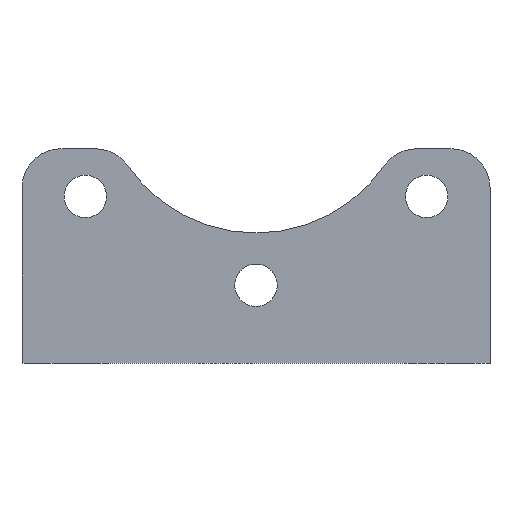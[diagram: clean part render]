
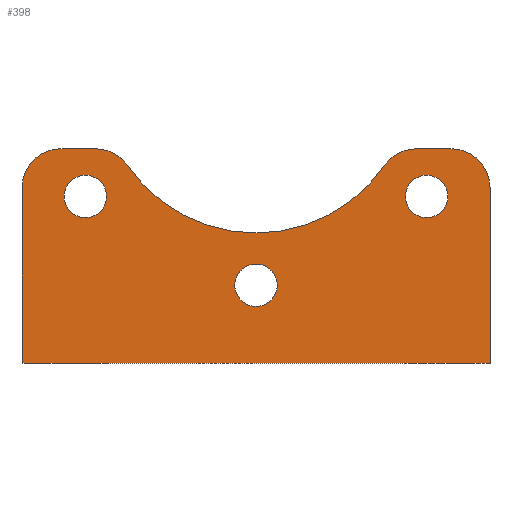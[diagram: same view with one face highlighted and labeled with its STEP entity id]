
A CAD part, front view. The second image highlights one B-rep face of the part: STEP entity #398.
In plain terms, the highlighted planar face has unit normal (0, -1, 0).
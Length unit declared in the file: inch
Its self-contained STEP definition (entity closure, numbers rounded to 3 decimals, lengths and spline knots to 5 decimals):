
#23=FACE_BOUND($,#87,.T.);
#24=FACE_BOUND($,#88,.T.);
#25=FACE_BOUND($,#89,.T.);
#34=PLANE($,#446);
#55=FACE_OUTER_BOUND($,#86,.T.);
#86=EDGE_LOOP($,(#343,#344,#345,#346,#347,#348,#349,#350,#351,#352));
#87=EDGE_LOOP($,(#353));
#88=EDGE_LOOP($,(#354));
#89=EDGE_LOOP($,(#355));
#104=LINE($,#614,#132);
#109=LINE($,#626,#137);
#112=LINE($,#635,#140);
#118=LINE($,#651,#146);
#120=LINE($,#670,#148);
#132=VECTOR($,#493,0.22121);
#137=VECTOR($,#504,1.125);
#140=VECTOR($,#513,1.125);
#146=VECTOR($,#529,3.);
#148=VECTOR($,#553,0.22121);
#151=CIRCLE($,#406,0.25);
#153=CIRCLE($,#409,1.);
#160=CIRCLE($,#418,0.25);
#161=CIRCLE($,#421,0.25);
#162=CIRCLE($,#424,0.25);
#169=CIRCLE($,#436,0.136);
#170=CIRCLE($,#438,0.136);
#171=CIRCLE($,#440,0.136);
#176=VERTEX_POINT($,#574);
#177=VERTEX_POINT($,#576);
#179=VERTEX_POINT($,#582);
#190=VERTEX_POINT($,#608);
#191=VERTEX_POINT($,#612);
#192=VERTEX_POINT($,#616);
#195=VERTEX_POINT($,#624);
#196=VERTEX_POINT($,#628);
#197=VERTEX_POINT($,#630);
#198=VERTEX_POINT($,#634);
#207=VERTEX_POINT($,#661);
#208=VERTEX_POINT($,#664);
#209=VERTEX_POINT($,#667);
#214=EDGE_CURVE($,#176,#177,#151,.T.);
#218=EDGE_CURVE($,#176,#179,#153,.T.);
#231=EDGE_CURVE($,#190,#179,#160,.T.);
#233=EDGE_CURVE($,#190,#191,#104,.T.);
#235=EDGE_CURVE($,#192,#191,#161,.T.);
#239=EDGE_CURVE($,#195,#192,#109,.T.);
#241=EDGE_CURVE($,#196,#197,#162,.T.);
#243=EDGE_CURVE($,#198,#197,#112,.T.);
#252=EDGE_CURVE($,#195,#198,#118,.T.);
#257=EDGE_CURVE($,#207,#207,#169,.T.);
#258=EDGE_CURVE($,#208,#208,#170,.T.);
#259=EDGE_CURVE($,#209,#209,#171,.T.);
#260=EDGE_CURVE($,#196,#177,#120,.T.);
#343=ORIENTED_EDGE($,*,*,#214,.F.);
#344=ORIENTED_EDGE($,*,*,#218,.T.);
#345=ORIENTED_EDGE($,*,*,#231,.F.);
#346=ORIENTED_EDGE($,*,*,#233,.T.);
#347=ORIENTED_EDGE($,*,*,#235,.F.);
#348=ORIENTED_EDGE($,*,*,#239,.F.);
#349=ORIENTED_EDGE($,*,*,#252,.T.);
#350=ORIENTED_EDGE($,*,*,#243,.T.);
#351=ORIENTED_EDGE($,*,*,#241,.F.);
#352=ORIENTED_EDGE($,*,*,#260,.T.);
#353=ORIENTED_EDGE($,*,*,#259,.T.);
#354=ORIENTED_EDGE($,*,*,#258,.T.);
#355=ORIENTED_EDGE($,*,*,#257,.T.);
#398=ADVANCED_FACE($,(#55,#23,#24,#25),#34,.T.);
#406=AXIS2_PLACEMENT_3D($,#577,#456,#457);
#409=AXIS2_PLACEMENT_3D($,#584,#464,#465);
#418=AXIS2_PLACEMENT_3D($,#610,#488,#489);
#421=AXIS2_PLACEMENT_3D($,#618,#497,#498);
#424=AXIS2_PLACEMENT_3D($,#631,#508,#509);
#436=AXIS2_PLACEMENT_3D($,#662,#541,#542);
#438=AXIS2_PLACEMENT_3D($,#665,#545,#546);
#440=AXIS2_PLACEMENT_3D($,#668,#549,#550);
#446=AXIS2_PLACEMENT_3D($,#677,#562,#563);
#456=DIRECTION('center_axis',(0.,1.,0.));
#457=DIRECTION('ref_axis',(-0.465,0.,0.885));
#464=DIRECTION('center_axis',(0.,1.,0.));
#465=DIRECTION('ref_axis',(0.888,0.,-0.46));
#488=DIRECTION('center_axis',(0.,1.,0.));
#489=DIRECTION('ref_axis',(0.465,0.,0.885));
#493=DIRECTION($,(-1.,0.,0.));
#497=DIRECTION('center_axis',(0.,1.,0.));
#498=DIRECTION('ref_axis',(-0.707,0.,0.707));
#504=DIRECTION($,(0.,0.,1.));
#508=DIRECTION('center_axis',(0.,1.,0.));
#509=DIRECTION('ref_axis',(0.707,0.,0.707));
#513=DIRECTION($,(0.,0.,1.));
#529=DIRECTION($,(1.,0.,0.));
#541=DIRECTION('center_axis',(0.,1.,0.));
#542=DIRECTION('ref_axis',(1.,0.,0.));
#545=DIRECTION('center_axis',(0.,1.,0.));
#546=DIRECTION('ref_axis',(1.,0.,0.));
#549=DIRECTION('center_axis',(0.,1.,0.));
#550=DIRECTION('ref_axis',(1.,0.,0.));
#553=DIRECTION($,(-1.,0.,0.));
#562=DIRECTION('center_axis',(0.,-1.,0.));
#563=DIRECTION('ref_axis',(1.,0.,0.));
#574=CARTESIAN_POINT('',(0.82303,0.,1.267));
#576=CARTESIAN_POINT('',(1.02879,0.,1.375));
#577=CARTESIAN_POINT('Origin',(1.02879,0.,1.125));
#582=CARTESIAN_POINT('',(-0.82303,0.,1.267));
#584=CARTESIAN_POINT('Origin',(0.,0.,1.835));
#608=CARTESIAN_POINT('',(-1.02879,0.,1.375));
#610=CARTESIAN_POINT('Origin',(-1.02879,0.,1.125));
#612=CARTESIAN_POINT('',(-1.25,0.,1.375));
#614=CARTESIAN_POINT($,(-0.88792,0.,1.375));
#616=CARTESIAN_POINT('',(-1.5,0.,1.125));
#618=CARTESIAN_POINT('Origin',(-1.25,0.,1.125));
#624=CARTESIAN_POINT('',(-1.5,0.,0.));
#626=CARTESIAN_POINT($,(-1.5,0.,0.));
#628=CARTESIAN_POINT('',(1.25,0.,1.375));
#630=CARTESIAN_POINT('',(1.5,0.,1.125));
#631=CARTESIAN_POINT('Origin',(1.25,0.,1.125));
#634=CARTESIAN_POINT('',(1.5,0.,0.));
#635=CARTESIAN_POINT($,(1.5,0.,0.));
#651=CARTESIAN_POINT($,(-1.5,0.,0.));
#661=CARTESIAN_POINT('',(0.95757,0.,1.06928));
#662=CARTESIAN_POINT('Origin',(1.09357,0.,1.06928));
#664=CARTESIAN_POINT('',(-1.22957,0.,1.06928));
#665=CARTESIAN_POINT('Origin',(-1.09357,0.,1.06928));
#667=CARTESIAN_POINT('',(-0.136,0.,0.5));
#668=CARTESIAN_POINT('Origin',(0.,0.,0.5));
#670=CARTESIAN_POINT($,(1.5,0.,1.375));
#677=CARTESIAN_POINT('Origin',(-1.5,0.,0.));
